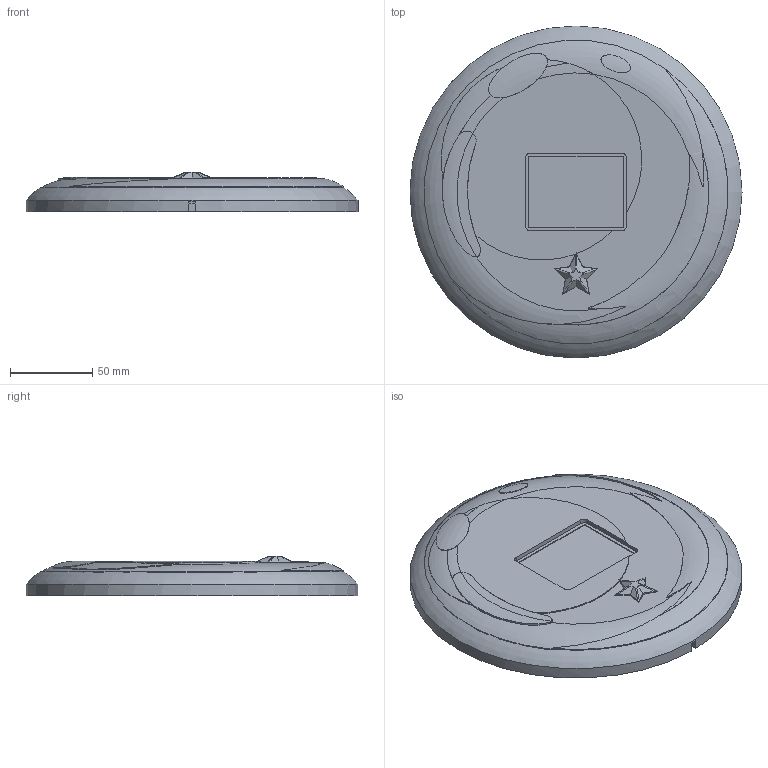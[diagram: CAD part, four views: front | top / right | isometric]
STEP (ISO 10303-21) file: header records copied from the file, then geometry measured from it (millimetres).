
FILE_DESCRIPTION(/* description */ (''),/* implementation_level */ '2;1');
FILE_NAME(/* name */ 'DRAGON BALL v10.step',/* time_stamp */ '2026-02-12T16:23:37+05:30',/* author */ (''),/* organization */ (''),/* preprocessor_version */ 'ST-DEVELOPER v20.1',/* originating_system */ 'Autodesk Translation Framework v14.24.0.0',/* authorisation */ '');
FILE_SCHEMA (('AUTOMOTIVE_DESIGN { 1 0 10303 214 3 1 1 }'));
Products named in the file (7): Document; Component1; UniHiker; Component3; BODY; Component5; SW
Assembly tree (6 placements, depth 2):
  Document
    Component1
    UniHiker
    Component3
    BODY
    Component5
    SW
Bounding box: 202 x 202 x 24 mm (x, y, z)
Volume: 154849.1 mm3; surface area: 129402.7 mm2
Topology: 123 solids, 138 shells, 5967 faces, 16170 edges, 10547 vertices
Faces by surface type: plane 3973, bspline 1053, cylinder 793, sphere 80, torus 62, cone 6
Full cylindrical faces by diameter (mm): 0.2 x2, 0.417 x1, 0.5 x4, 0.65 x2, 0.686 x1, 0.8 x4, 0.9 x1, 0.982 x1, 1 x4, 1.2 x7, 2 x2, 3 x2, 4.5 x2, 4.617 x1, 5 x1, 5.6 x1, 5.645 x1, 6.7 x1, 7.187 x1, 7.24 x1, 7.96 x1, 33 x1, 202 x1
Entity records: 228420 total; most frequent: CARTESIAN_POINT 83063, ORIENTED_EDGE 32168, DIRECTION 26572, EDGE_CURVE 16135, LINE 12046, VECTOR 12046, VERTEX_POINT 10548, AXIS2_PLACEMENT_3D 7263
